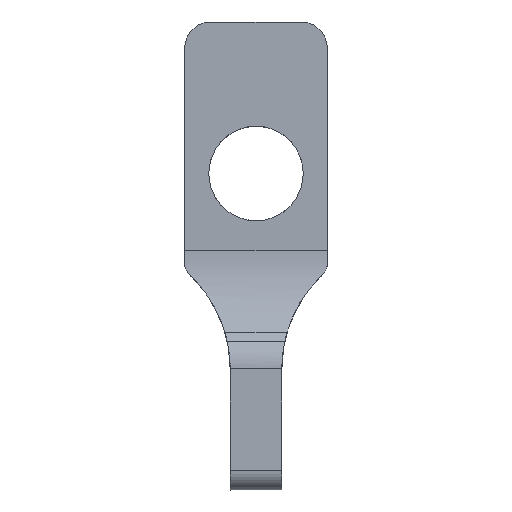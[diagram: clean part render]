
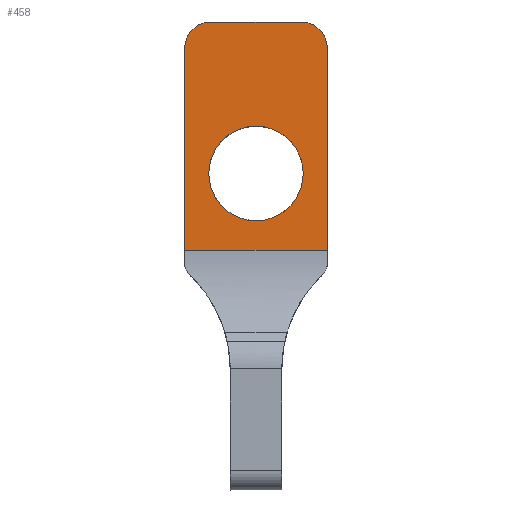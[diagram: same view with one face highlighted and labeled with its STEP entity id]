
A CAD part, top view. The second image highlights one B-rep face of the part: STEP entity #458.
In plain terms, the highlighted planar face has unit normal (0, 0, 1).
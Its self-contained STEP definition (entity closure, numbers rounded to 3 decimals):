
#16=FACE_BOUND('',#83,.T.);
#38=PLANE('',#510);
#57=FACE_OUTER_BOUND('',#82,.T.);
#82=EDGE_LOOP('',(#368,#369,#370,#371,#372,#373));
#83=EDGE_LOOP('',(#374));
#112=LINE('',#753,#151);
#120=LINE('',#782,#159);
#121=LINE('',#786,#160);
#122=LINE('',#789,#161);
#151=VECTOR('',#581,10.);
#159=VECTOR('',#607,10.);
#160=VECTOR('',#610,10.);
#161=VECTOR('',#613,10.);
#183=CIRCLE('',#511,2.);
#184=CIRCLE('',#512,2.);
#185=CIRCLE('',#513,3.65);
#213=VERTEX_POINT('',#750);
#214=VERTEX_POINT('',#752);
#220=VERTEX_POINT('',#781);
#221=VERTEX_POINT('',#783);
#222=VERTEX_POINT('',#785);
#223=VERTEX_POINT('',#787);
#224=VERTEX_POINT('',#790);
#264=EDGE_CURVE('',#213,#214,#112,.T.);
#276=EDGE_CURVE('',#220,#213,#120,.T.);
#277=EDGE_CURVE('',#221,#220,#183,.T.);
#278=EDGE_CURVE('',#221,#222,#121,.T.);
#279=EDGE_CURVE('',#223,#222,#184,.T.);
#280=EDGE_CURVE('',#214,#223,#122,.T.);
#281=EDGE_CURVE('',#224,#224,#185,.T.);
#368=ORIENTED_EDGE('',*,*,#264,.F.);
#369=ORIENTED_EDGE('',*,*,#276,.F.);
#370=ORIENTED_EDGE('',*,*,#277,.F.);
#371=ORIENTED_EDGE('',*,*,#278,.T.);
#372=ORIENTED_EDGE('',*,*,#279,.F.);
#373=ORIENTED_EDGE('',*,*,#280,.F.);
#374=ORIENTED_EDGE('',*,*,#281,.T.);
#458=ADVANCED_FACE('',(#57,#16),#38,.T.);
#510=AXIS2_PLACEMENT_3D('',#780,#605,#606);
#511=AXIS2_PLACEMENT_3D('',#784,#608,#609);
#512=AXIS2_PLACEMENT_3D('',#788,#611,#612);
#513=AXIS2_PLACEMENT_3D('',#791,#614,#615);
#581=DIRECTION('',(-1.,0.,0.));
#605=DIRECTION('center_axis',(0.,0.,1.));
#606=DIRECTION('ref_axis',(1.,0.,0.));
#607=DIRECTION('',(0.,-1.,0.));
#608=DIRECTION('center_axis',(0.,0.,-1.));
#609=DIRECTION('ref_axis',(0.707,0.707,0.));
#610=DIRECTION('',(-1.,0.,0.));
#611=DIRECTION('center_axis',(0.,0.,-1.));
#612=DIRECTION('ref_axis',(-0.707,0.707,0.));
#613=DIRECTION('',(0.,1.,0.));
#614=DIRECTION('center_axis',(0.,0.,-1.));
#615=DIRECTION('ref_axis',(1.,0.,0.));
#750=CARTESIAN_POINT('',(5.5,93.977,58.261));
#752=CARTESIAN_POINT('',(-5.5,93.977,58.261));
#753=CARTESIAN_POINT('',(1.237,93.977,58.261));
#780=CARTESIAN_POINT('Origin',(0.,93.697,58.261));
#781=CARTESIAN_POINT('',(5.5,109.598,58.261));
#782=CARTESIAN_POINT('',(5.5,103.397,58.261));
#783=CARTESIAN_POINT('',(3.5,111.598,58.261));
#784=CARTESIAN_POINT('Origin',(3.5,109.598,58.261));
#785=CARTESIAN_POINT('',(-3.5,111.598,58.261));
#786=CARTESIAN_POINT('',(2.5,111.598,58.261));
#787=CARTESIAN_POINT('',(-5.5,109.598,58.261));
#788=CARTESIAN_POINT('Origin',(-3.5,109.598,58.261));
#789=CARTESIAN_POINT('',(-5.5,103.998,58.261));
#790=CARTESIAN_POINT('',(-3.65,99.898,58.261));
#791=CARTESIAN_POINT('Origin',(0.,99.898,58.261));
